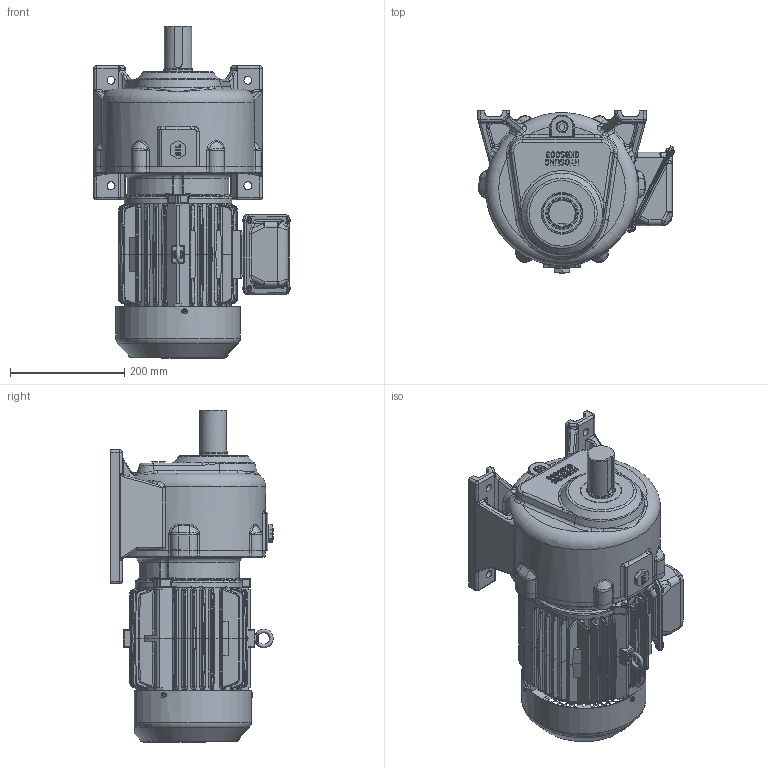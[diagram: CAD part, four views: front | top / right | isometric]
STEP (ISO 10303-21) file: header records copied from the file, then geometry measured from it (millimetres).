
FILE_DESCRIPTION(/* description */ ('Unknown'),/* implementation_level */ '2;1');
FILE_NAME(/* name */ 'EK2DO07145_FHB_2.2kW_R40_CUSTOMER',/* time_stamp */ '2019-06-24T10:30:42+09:00',/* author */ ('Unknown'),/* organization */ ('Unknown'),/* preprocessor_version */ 'ST-DEVELOPER v16.7',/* originating_system */ 'DEX',/* authorisation */ $);
FILE_SCHEMA (('AUTOMOTIVE_DESIGN {1 0 10303 214 3 1 1}'));
Products named in the file (22): EK2DO07145_FHB_2.2kW_R40_CUSTOMER; DKA0100050_DGKBS003_Casing_mbs_kmj_CUSTOMER; DKA0700401_DGKDS007; DKA0800190_DGKBS360_CUSTOMER; 1in BSP Tank Plug_5530; Socket Plug Conical Hole Thread R 1-2 DIN 906(Screw Plug Conical Hole
 Thread R 1-2 DIN 906); Oil Seal(50x72x12); Oil Seal(50x72x12)胶橇; 4-2 FR.100L_Round Frame_CUSTOMER; 1-2 Round Frame + 嬴檜; FR.100L_ROUND_DMA0300846; M8_嬴檜; 2-1 �ݺ��� �����+��켓+후드+볼트; DSMW10384_饶3; M5x8_饶靛; 3-1 FR.100~132 繹っ 欽; DSMW10140_欽濠4; DSMW10141_ī1; 陛蝶鰍_; ~FR.132 炼赋杭飘柬姼_旎る矂
Assembly tree (26 placements, depth 4):
  EK2DO07145_FHB_2.2kW_R40_CUSTOMER
    DKA0100050_DGKBS003_Casing_mbs_kmj_CUSTOMER
    DKA0700401_DGKDS007
    DKA0800190_DGKBS360_CUSTOMER
    1in BSP Tank Plug_5530
    Socket Plug Conical Hole Thread R 1-2 DIN 906(Screw Plug Conical Hole
 Thread R 1-2 DIN 906)
    Oil Seal(50x72x12)
      Oil Seal(50x72x12)
      Oil Seal(50x72x12)胶橇
    4-2 FR.100L_Round Frame_CUSTOMER
      1-2 Round Frame + 嬴檜
        FR.100L_ROUND_DMA0300846
        M8_嬴檜
      2-1 �ݺ��� �����+��켓+후드+볼트
        DSMW10384_饶3
        M5x8_饶靛  x3
      3-1 FR.100~132 繹っ 欽
        DSMW10140_欽濠4
        DSMW10141_ī1
        陛蝶鰍_
        ~FR.132 炼赋杭飘柬姼_旎る矂  x4
        陛蝶鰍_
Bounding box: 343.92 x 284.82 x 582 mm (x, y, z)
Volume: 18922465 mm3; surface area: 1228779.9 mm2
Topology: 21 solids, 21 shells, 4043 faces, 10637 edges, 6640 vertices
Faces by surface type: cylinder 1470, plane 1442, bspline 837, torus 174, cone 87, sphere 33
Full cylindrical faces by diameter (mm): 1.5 x1, 4.917 x8, 5 x7, 6 x6, 6.647 x14, 7 x12, 8 x9, 8.376 x12, 9 x10, 10.5 x4, 14 x4, 16 x1, 18 x2, 26 x1, 40 x1, 42 x1, 48 x1, 50 x1, 54.8 x1, 55 x1, 60 x1, 68 x1, 72 x2, 182 x2, 237 x1, 246 x1, 251 x1
Entity records: 134548 total; most frequent: CARTESIAN_POINT 41130, ORIENTED_EDGE 19966, DIRECTION 18420, EDGE_CURVE 9983, AXIS2_PLACEMENT_3D 6823, VERTEX_POINT 6358, LINE 4774, VECTOR 4774
